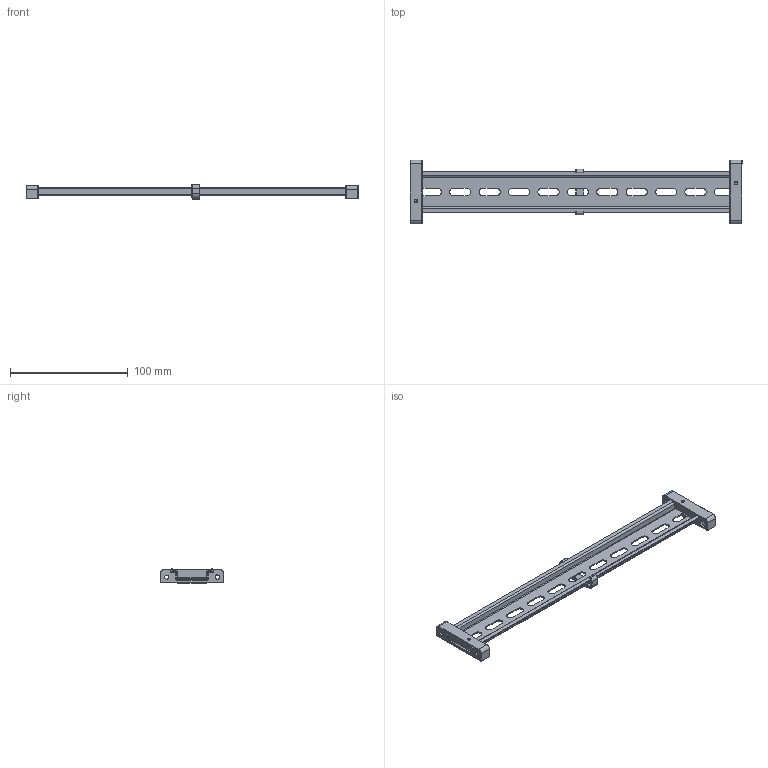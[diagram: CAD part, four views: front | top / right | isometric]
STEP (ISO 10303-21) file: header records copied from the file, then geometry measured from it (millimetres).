
FILE_DESCRIPTION(/* description */ (''),/* implementation_level */ '2;1');
FILE_NAME(/* name */ 'MicronPlusDinRailMount.step',/* time_stamp */ '2022-08-27T21:10:23-07:00',/* author */ (''),/* organization */ (''),/* preprocessor_version */ 'ST-DEVELOPER v19',/* originating_system */ 'Autodesk Translation Framework v11.7.0.108',/* authorisation */ '');
FILE_SCHEMA (('AUTOMOTIVE_DESIGN { 1 0 10303 214 3 1 1 }'));
Length unit declared in the file: millimetre
Products named in the file (5): DinRailHolders; 8961K104_Zinc-Plated Steel DIN 3 Rail; DinRailMount; DinCenterSupport; Foam Tape (1mm) (7)
Assembly tree (5 placements, depth 3):
  DinRailHolders
    8961K104_Zinc-Plated Steel DIN 3 Rail
    DinRailMount  x2
    DinCenterSupport
      Foam Tape (1mm) (7)
Bounding box: 282.24 x 54.02 x 12.27 mm (x, y, z)
Volume: 22288 mm3; surface area: 32585.8 mm2
Topology: 5 solids, 5 shells, 378 faces, 954 edges, 570 vertices
Faces by surface type: plane 176, cylinder 124, cone 74, bspline 4
Full cylindrical faces by diameter (mm): 2.529 x12, 2.782 x2, 3.086 x6, 3.4 x4, 6.3 x4
Entity records: 9321 total; most frequent: CARTESIAN_POINT 3021, ORIENTED_EDGE 1282, DIRECTION 1270, EDGE_CURVE 641, AXIS2_PLACEMENT_3D 426, LINE 418, VECTOR 418, VERTEX_POINT 393
